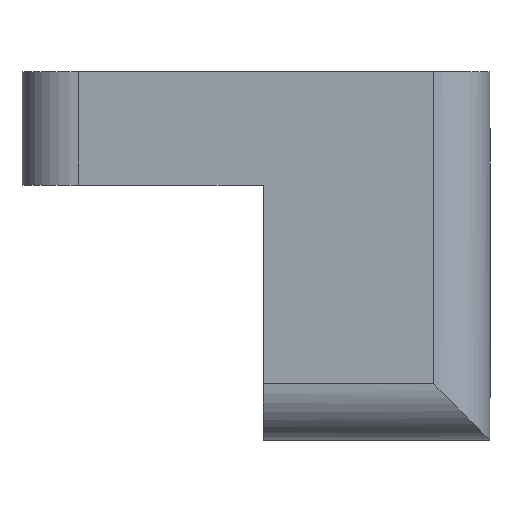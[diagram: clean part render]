
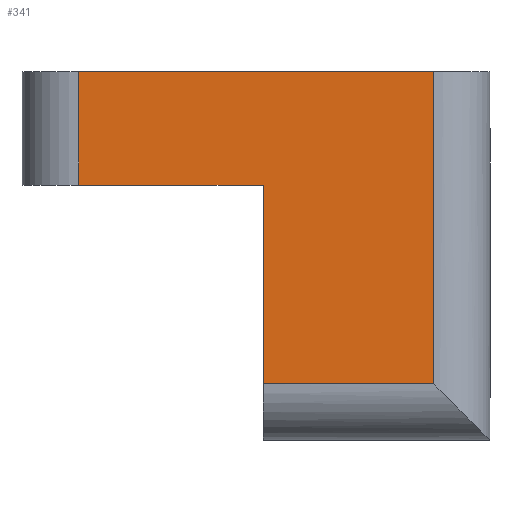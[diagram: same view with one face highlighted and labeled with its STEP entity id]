
A CAD part, left-side view. The second image highlights one B-rep face of the part: STEP entity #341.
In plain terms, the highlighted planar face has unit normal (-1, 0, 0).
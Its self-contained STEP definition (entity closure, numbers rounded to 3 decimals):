
#4 = LINE ( 'NONE', #943, #417 ) ;
#20 = ORIENTED_EDGE ( 'NONE', *, *, #329, .F. ) ;
#29 = DIRECTION ( 'NONE',  ( -1., 0., 0. ) ) ;
#33 = CARTESIAN_POINT ( 'NONE',  ( -24., 4., -13. ) ) ;
#36 = ORIENTED_EDGE ( 'NONE', *, *, #937, .F. ) ;
#70 = ORIENTED_EDGE ( 'NONE', *, *, #382, .T. ) ;
#123 = CARTESIAN_POINT ( 'NONE',  ( -24., 4., -4. ) ) ;
#134 = LINE ( 'NONE', #441, #960 ) ;
#215 = EDGE_LOOP ( 'NONE', ( #865, #70, #36, #364, #20, #810 ) ) ;
#222 = VECTOR ( 'NONE', #716, 1000. ) ;
#225 = DIRECTION ( 'NONE',  ( 0., 1., 0. ) ) ;
#241 = FACE_OUTER_BOUND ( 'NONE', #215, .T. ) ;
#267 = CARTESIAN_POINT ( 'NONE',  ( -24., 10.5, -4. ) ) ;
#281 = EDGE_CURVE ( 'NONE', #505, #948, #322, .T. ) ;
#305 = VECTOR ( 'NONE', #225, 1000. ) ;
#312 = VERTEX_POINT ( 'NONE', #691 ) ;
#317 = CARTESIAN_POINT ( 'NONE',  ( -24., 12.5, -4. ) ) ;
#322 = LINE ( 'NONE', #410, #222 ) ;
#329 = EDGE_CURVE ( 'NONE', #439, #948, #926, .T. ) ;
#341 = ADVANCED_FACE ( 'NONE', ( #241 ), #558, .T. ) ;
#364 = ORIENTED_EDGE ( 'NONE', *, *, #281, .T. ) ;
#382 = EDGE_CURVE ( 'NONE', #635, #312, #745, .T. ) ;
#388 = VECTOR ( 'NONE', #675, 1000. ) ;
#410 = CARTESIAN_POINT ( 'NONE',  ( -24., 10.5, -4. ) ) ;
#417 = VECTOR ( 'NONE', #872, 1000. ) ;
#439 = VERTEX_POINT ( 'NONE', #123 ) ;
#441 = CARTESIAN_POINT ( 'NONE',  ( -24., 4., -13. ) ) ;
#465 = DIRECTION ( 'NONE',  ( 0., 0., 1. ) ) ;
#496 = LINE ( 'NONE', #573, #388 ) ;
#505 = VERTEX_POINT ( 'NONE', #612 ) ;
#513 = DIRECTION ( 'NONE',  ( 0., 0., 1. ) ) ;
#558 = PLANE ( 'NONE',  #698 ) ;
#573 = CARTESIAN_POINT ( 'NONE',  ( -24., 4., 0. ) ) ;
#611 = VERTEX_POINT ( 'NONE', #921 ) ;
#612 = CARTESIAN_POINT ( 'NONE',  ( -24., 10.5, 0. ) ) ;
#632 = VECTOR ( 'NONE', #513, 1000. ) ;
#635 = VERTEX_POINT ( 'NONE', #1015 ) ;
#658 = EDGE_CURVE ( 'NONE', #611, #439, #134, .T. ) ;
#672 = EDGE_CURVE ( 'NONE', #611, #635, #4, .T. ) ;
#675 = DIRECTION ( 'NONE',  ( 0., -1., 0. ) ) ;
#691 = CARTESIAN_POINT ( 'NONE',  ( -24., -2., 0. ) ) ;
#698 = AXIS2_PLACEMENT_3D ( 'NONE', #33, #29, #741 ) ;
#716 = DIRECTION ( 'NONE',  ( 0., 0., -1. ) ) ;
#741 = DIRECTION ( 'NONE',  ( 0., -1., 0. ) ) ;
#745 = LINE ( 'NONE', #909, #632 ) ;
#810 = ORIENTED_EDGE ( 'NONE', *, *, #658, .F. ) ;
#865 = ORIENTED_EDGE ( 'NONE', *, *, #672, .T. ) ;
#872 = DIRECTION ( 'NONE',  ( 0., -1., 0. ) ) ;
#909 = CARTESIAN_POINT ( 'NONE',  ( -24., -2., -13. ) ) ;
#921 = CARTESIAN_POINT ( 'NONE',  ( -24., 4., -11. ) ) ;
#926 = LINE ( 'NONE', #317, #305 ) ;
#937 = EDGE_CURVE ( 'NONE', #505, #312, #496, .T. ) ;
#943 = CARTESIAN_POINT ( 'NONE',  ( -24., -4., -11. ) ) ;
#948 = VERTEX_POINT ( 'NONE', #267 ) ;
#960 = VECTOR ( 'NONE', #465, 1000. ) ;
#1015 = CARTESIAN_POINT ( 'NONE',  ( -24., -2., -11. ) ) ;
